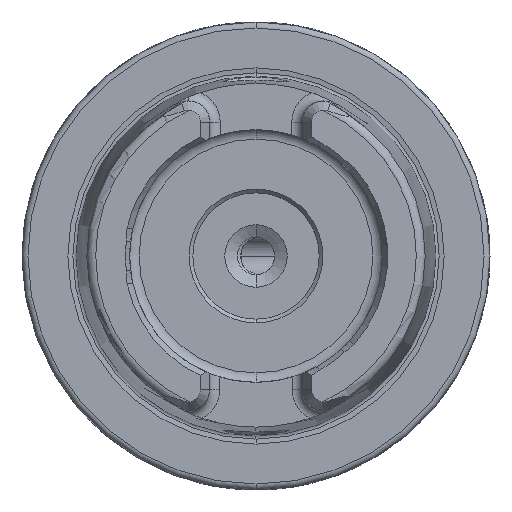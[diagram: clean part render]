
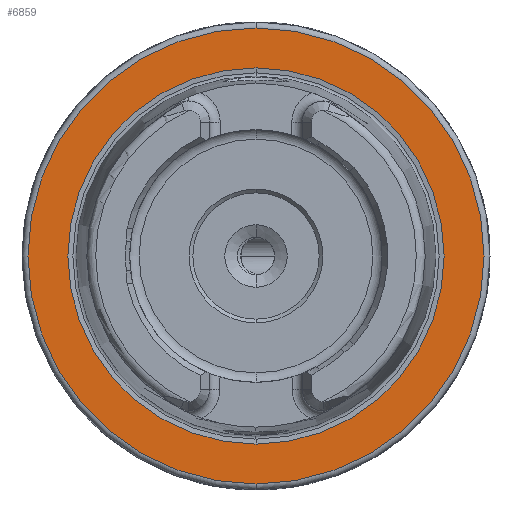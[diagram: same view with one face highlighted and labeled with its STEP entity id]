
A CAD part, left-side view. The second image highlights one B-rep face of the part: STEP entity #6859.
In plain terms, the highlighted planar face has unit normal (-1, 0, 0).
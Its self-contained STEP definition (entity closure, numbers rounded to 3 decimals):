
#264 = AXIS2_PLACEMENT_3D ( 'NONE', #11490, #3222, #12951 ) ;
#882 = VERTEX_POINT ( 'NONE', #14270 ) ;
#1600 = DIRECTION ( 'NONE',  ( 0., 0., 1. ) ) ;
#1798 = CIRCLE ( 'NONE', #10204, 25.324 ) ;
#1870 = ORIENTED_EDGE ( 'NONE', *, *, #9090, .T. ) ;
#3204 = CIRCLE ( 'NONE', #12640, 30.7 ) ;
#3222 = DIRECTION ( 'NONE',  ( -1., 0., 0. ) ) ;
#3504 = EDGE_CURVE ( 'NONE', #882, #12626, #12657, .T. ) ;
#3605 = ORIENTED_EDGE ( 'NONE', *, *, #7466, .T. ) ;
#3796 = ORIENTED_EDGE ( 'NONE', *, *, #11829, .F. ) ;
#4131 = CARTESIAN_POINT ( 'NONE',  ( 0., 0., 0. ) ) ;
#4491 = CARTESIAN_POINT ( 'NONE',  ( 0., 0., 0. ) ) ;
#5314 = CARTESIAN_POINT ( 'NONE',  ( 0., 30.7, 0. ) ) ;
#6182 = AXIS2_PLACEMENT_3D ( 'NONE', #5314, #8124, #12066 ) ;
#6859 = ADVANCED_FACE ( 'NONE', ( #15365, #7976 ), #9304, .F. ) ;
#7134 = VERTEX_POINT ( 'NONE', #14695 ) ;
#7466 = EDGE_CURVE ( 'NONE', #10939, #7134, #3204, .T. ) ;
#7976 = FACE_OUTER_BOUND ( 'NONE', #15003, .T. ) ;
#8124 = DIRECTION ( 'NONE',  ( 1., 0., 0. ) ) ;
#9090 = EDGE_CURVE ( 'NONE', #7134, #10939, #13387, .T. ) ;
#9304 = PLANE ( 'NONE',  #6182 ) ;
#10204 = AXIS2_PLACEMENT_3D ( 'NONE', #4491, #13014, #16946 ) ;
#10555 = ORIENTED_EDGE ( 'NONE', *, *, #3504, .F. ) ;
#10939 = VERTEX_POINT ( 'NONE', #12464 ) ;
#11099 = CARTESIAN_POINT ( 'NONE',  ( 0., 0., -25.324 ) ) ;
#11490 = CARTESIAN_POINT ( 'NONE',  ( 0., 0., 0. ) ) ;
#11739 = DIRECTION ( 'NONE',  ( -1., 0., 0. ) ) ;
#11829 = EDGE_CURVE ( 'NONE', #12626, #882, #1798, .T. ) ;
#12066 = DIRECTION ( 'NONE',  ( 0., 0., -1. ) ) ;
#12464 = CARTESIAN_POINT ( 'NONE',  ( 0., 0., -30.7 ) ) ;
#12626 = VERTEX_POINT ( 'NONE', #11099 ) ;
#12640 = AXIS2_PLACEMENT_3D ( 'NONE', #14453, #11739, #1600 ) ;
#12657 = CIRCLE ( 'NONE', #14641, 25.324 ) ;
#12951 = DIRECTION ( 'NONE',  ( 0., 0., 1. ) ) ;
#13014 = DIRECTION ( 'NONE',  ( -1., 0., 0. ) ) ;
#13387 = CIRCLE ( 'NONE', #264, 30.7 ) ;
#13863 = DIRECTION ( 'NONE',  ( -1., 0., 0. ) ) ;
#14270 = CARTESIAN_POINT ( 'NONE',  ( 0., 0., 25.324 ) ) ;
#14453 = CARTESIAN_POINT ( 'NONE',  ( 0., 0., 0. ) ) ;
#14542 = EDGE_LOOP ( 'NONE', ( #10555, #3796 ) ) ;
#14641 = AXIS2_PLACEMENT_3D ( 'NONE', #4131, #13863, #15213 ) ;
#14695 = CARTESIAN_POINT ( 'NONE',  ( 0., 0., 30.7 ) ) ;
#15003 = EDGE_LOOP ( 'NONE', ( #1870, #3605 ) ) ;
#15213 = DIRECTION ( 'NONE',  ( 0., 0., 1. ) ) ;
#15365 = FACE_BOUND ( 'NONE', #14542, .T. ) ;
#16946 = DIRECTION ( 'NONE',  ( 0., 0., 1. ) ) ;
